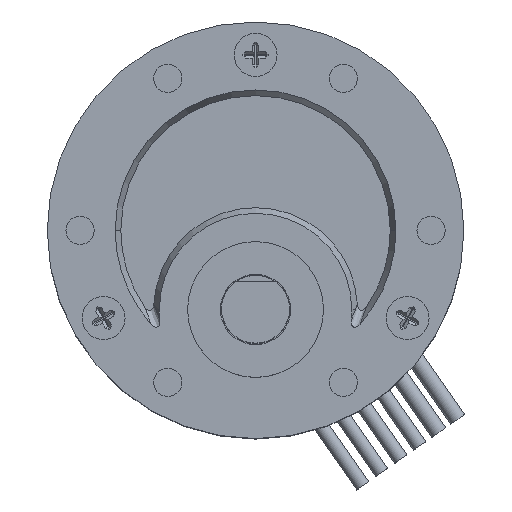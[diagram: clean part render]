
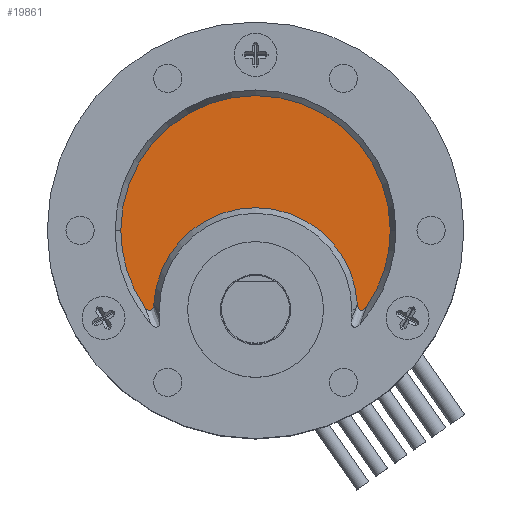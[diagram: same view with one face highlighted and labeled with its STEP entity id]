
A CAD part, top view. The second image highlights one B-rep face of the part: STEP entity #19861.
In plain terms, the highlighted planar face has unit normal (0, 0, 1).
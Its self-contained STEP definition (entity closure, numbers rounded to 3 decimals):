
#138 = CARTESIAN_POINT ( 'NONE',  ( 10.849, -6.877, 18.925 ) ) ;
#618 = CARTESIAN_POINT ( 'NONE',  ( 29.727, -6.748, 18.925 ) ) ;
#1052 = CARTESIAN_POINT ( 'NONE',  ( 29.371, -7.044, 18.925 ) ) ;
#1353 = VERTEX_POINT ( 'NONE', #17174 ) ;
#1506 = CARTESIAN_POINT ( 'NONE',  ( 10.334, -6.97, 18.925 ) ) ;
#1798 = CARTESIAN_POINT ( 'NONE',  ( 10.123, -6.748, 18.925 ) ) ;
#1871 = B_SPLINE_CURVE_WITH_KNOTS ( 'NONE', 3,
 ( #1798, #20277, #22378, #27029, #24337, #4215, #1506, #19830, #17563, #13363, #22528, #15303, #24479, #29433, #3921, #9000, #16045, #20716, #23119, #11701, #138, #25662, #20569, #27322, #18153, #29576, #4797 ),
 .UNSPECIFIED., .F., .F.,
 ( 4, 1, 1, 1, 2, 2, 1, 2, 2, 2, 2, 2, 1, 2, 2, 4 ),
 ( 0., 0.125, 0.187, 0.219, 0.234, 0.25, 0.375, 0.406, 0.437, 0.5, 0.625, 0.687, 0.719, 0.734, 0.75, 1. ),
 .UNSPECIFIED. ) ;
#1963 = B_SPLINE_CURVE_WITH_KNOTS ( 'NONE', 3,
 ( #12457, #7964, #25836, #23750, #21621, #14853, #18768, #19219, #16961, #5573, #14717, #23891, #27940, #7367, #3323, #1052, #28536, #21043, #16518, #25682, #14278, #23453, #28088, #12019, #21187, #618 ),
 .UNSPECIFIED., .F., .F.,
 ( 4, 1, 1, 1, 1, 2, 2, 2, 2, 2, 2, 1, 1, 2, 2, 4 ),
 ( 0., 0.125, 0.187, 0.219, 0.234, 0.242, 0.25, 0.375, 0.5, 0.625, 0.656, 0.688, 0.719, 0.734, 0.75, 1. ),
 .UNSPECIFIED. ) ;
#2162 = AXIS2_PLACEMENT_3D ( 'NONE', #14452, #12047, #21218 ) ;
#2853 = AXIS2_PLACEMENT_3D ( 'NONE', #5528, #14671, #12710 ) ;
#3098 = EDGE_CURVE ( 'NONE', #15192, #9054, #18551, .T. ) ;
#3323 = CARTESIAN_POINT ( 'NONE',  ( 29.301, -7.062, 18.925 ) ) ;
#3921 = CARTESIAN_POINT ( 'NONE',  ( 10.622, -7.056, 18.925 ) ) ;
#4215 = CARTESIAN_POINT ( 'NONE',  ( 10.324, -6.962, 18.925 ) ) ;
#4797 = CARTESIAN_POINT ( 'NONE',  ( 10.938, -6.518, 18.925 ) ) ;
#4920 = ORIENTED_EDGE ( 'NONE', *, *, #29020, .T. ) ;
#5528 = CARTESIAN_POINT ( 'NONE',  ( 19.925, -7., 18.925 ) ) ;
#5573 = CARTESIAN_POINT ( 'NONE',  ( 29.003, -6.889, 18.925 ) ) ;
#5964 = CIRCLE ( 'NONE', #11229, 11.9 ) ;
#6583 = EDGE_CURVE ( 'NONE', #7358, #1353, #8099, .T. ) ;
#6784 = EDGE_CURVE ( 'NONE', #9054, #14075, #15286, .T. ) ;
#7358 = VERTEX_POINT ( 'NONE', #29416 ) ;
#7367 = CARTESIAN_POINT ( 'NONE',  ( 29.249, -7.063, 18.925 ) ) ;
#7875 = CARTESIAN_POINT ( 'NONE',  ( 19.925, 0., 18.925 ) ) ;
#7964 = CARTESIAN_POINT ( 'NONE',  ( 28.915, -6.578, 18.925 ) ) ;
#8099 = CIRCLE ( 'NONE', #2853, 9. ) ;
#8196 = ORIENTED_EDGE ( 'NONE', *, *, #15458, .T. ) ;
#8843 = DIRECTION ( 'NONE',  ( 1., 0., 0. ) ) ;
#9000 = CARTESIAN_POINT ( 'NONE',  ( 10.698, -7.036, 18.925 ) ) ;
#9054 = VERTEX_POINT ( 'NONE', #16527 ) ;
#9117 = CARTESIAN_POINT ( 'NONE',  ( 10.123, -6.748, 18.925 ) ) ;
#9299 = EDGE_LOOP ( 'NONE', ( #19617, #24476, #24190, #15576, #4920, #8196 ) ) ;
#9639 = FACE_OUTER_BOUND ( 'NONE', #9299, .T. ) ;
#11229 = AXIS2_PLACEMENT_3D ( 'NONE', #21778, #19071, #28534 ) ;
#11701 = CARTESIAN_POINT ( 'NONE',  ( 10.839, -6.894, 18.925 ) ) ;
#12019 = CARTESIAN_POINT ( 'NONE',  ( 29.585, -6.924, 18.925 ) ) ;
#12047 = DIRECTION ( 'NONE',  ( 0., 0., 1. ) ) ;
#12084 = VERTEX_POINT ( 'NONE', #9117 ) ;
#12457 = CARTESIAN_POINT ( 'NONE',  ( 28.912, -6.518, 18.925 ) ) ;
#12710 = DIRECTION ( 'NONE',  ( 1., 0., 0. ) ) ;
#12808 = AXIS2_PLACEMENT_3D ( 'NONE', #27608, #13200, #8843 ) ;
#13200 = DIRECTION ( 'NONE',  ( 0., 0., 1. ) ) ;
#13363 = CARTESIAN_POINT ( 'NONE',  ( 10.455, -7.04, 18.925 ) ) ;
#14075 = VERTEX_POINT ( 'NONE', #15182 ) ;
#14278 = CARTESIAN_POINT ( 'NONE',  ( 29.48, -6.994, 18.925 ) ) ;
#14452 = CARTESIAN_POINT ( 'NONE',  ( 19.925, 0., 18.925 ) ) ;
#14671 = DIRECTION ( 'NONE',  ( 0., 0., -1. ) ) ;
#14717 = CARTESIAN_POINT ( 'NONE',  ( 29.035, -6.937, 18.925 ) ) ;
#14804 = AXIS2_PLACEMENT_3D ( 'NONE', #7875, #26193, #18844 ) ;
#14853 = CARTESIAN_POINT ( 'NONE',  ( 28.97, -6.809, 18.925 ) ) ;
#15182 = CARTESIAN_POINT ( 'NONE',  ( 8.025, 0., 18.925 ) ) ;
#15192 = VERTEX_POINT ( 'NONE', #16374 ) ;
#15286 = CIRCLE ( 'NONE', #14804, 11.9 ) ;
#15303 = CARTESIAN_POINT ( 'NONE',  ( 10.541, -7.057, 18.925 ) ) ;
#15458 = EDGE_CURVE ( 'NONE', #12084, #7358, #1871, .T. ) ;
#15576 = ORIENTED_EDGE ( 'NONE', *, *, #6784, .T. ) ;
#16045 = CARTESIAN_POINT ( 'NONE',  ( 10.743, -7.009, 18.925 ) ) ;
#16374 = CARTESIAN_POINT ( 'NONE',  ( 29.727, -6.748, 18.925 ) ) ;
#16518 = CARTESIAN_POINT ( 'NONE',  ( 29.432, -7.02, 18.925 ) ) ;
#16527 = CARTESIAN_POINT ( 'NONE',  ( 31.825, 0., 18.925 ) ) ;
#16961 = CARTESIAN_POINT ( 'NONE',  ( 28.976, -6.825, 18.925 ) ) ;
#17174 = CARTESIAN_POINT ( 'NONE',  ( 28.912, -6.518, 18.925 ) ) ;
#17563 = CARTESIAN_POINT ( 'NONE',  ( 10.394, -7.011, 18.925 ) ) ;
#18153 = CARTESIAN_POINT ( 'NONE',  ( 10.909, -6.745, 18.925 ) ) ;
#18551 = CIRCLE ( 'NONE', #12808, 11.9 ) ;
#18768 = CARTESIAN_POINT ( 'NONE',  ( 28.973, -6.818, 18.925 ) ) ;
#18844 = DIRECTION ( 'NONE',  ( 1., 0., 0. ) ) ;
#19071 = DIRECTION ( 'NONE',  ( 0., 0., 1. ) ) ;
#19219 = CARTESIAN_POINT ( 'NONE',  ( 28.975, -6.823, 18.925 ) ) ;
#19617 = ORIENTED_EDGE ( 'NONE', *, *, #6583, .T. ) ;
#19830 = CARTESIAN_POINT ( 'NONE',  ( 10.337, -6.972, 18.925 ) ) ;
#19861 = ADVANCED_FACE ( 'NONE', ( #9639 ), #25864, .T. ) ;
#20277 = CARTESIAN_POINT ( 'NONE',  ( 10.157, -6.797, 18.925 ) ) ;
#20569 = CARTESIAN_POINT ( 'NONE',  ( 10.865, -6.845, 18.925 ) ) ;
#20716 = CARTESIAN_POINT ( 'NONE',  ( 10.803, -6.947, 18.925 ) ) ;
#21043 = CARTESIAN_POINT ( 'NONE',  ( 29.408, -7.031, 18.925 ) ) ;
#21187 = CARTESIAN_POINT ( 'NONE',  ( 29.659, -6.847, 18.925 ) ) ;
#21218 = DIRECTION ( 'NONE',  ( 1., 0., 0. ) ) ;
#21331 = EDGE_CURVE ( 'NONE', #1353, #15192, #1963, .T. ) ;
#21621 = CARTESIAN_POINT ( 'NONE',  ( 28.962, -6.79, 18.925 ) ) ;
#21778 = CARTESIAN_POINT ( 'NONE',  ( 19.925, 0., 18.925 ) ) ;
#22378 = CARTESIAN_POINT ( 'NONE',  ( 10.21, -6.862, 18.925 ) ) ;
#22528 = CARTESIAN_POINT ( 'NONE',  ( 10.517, -7.053, 18.925 ) ) ;
#23119 = CARTESIAN_POINT ( 'NONE',  ( 10.818, -6.927, 18.925 ) ) ;
#23453 = CARTESIAN_POINT ( 'NONE',  ( 29.492, -6.986, 18.925 ) ) ;
#23750 = CARTESIAN_POINT ( 'NONE',  ( 28.948, -6.749, 18.925 ) ) ;
#23891 = CARTESIAN_POINT ( 'NONE',  ( 29.109, -7.01, 18.925 ) ) ;
#24190 = ORIENTED_EDGE ( 'NONE', *, *, #3098, .T. ) ;
#24337 = CARTESIAN_POINT ( 'NONE',  ( 10.309, -6.951, 18.925 ) ) ;
#24476 = ORIENTED_EDGE ( 'NONE', *, *, #21331, .T. ) ;
#24479 = CARTESIAN_POINT ( 'NONE',  ( 10.555, -7.058, 18.925 ) ) ;
#25662 = CARTESIAN_POINT ( 'NONE',  ( 10.859, -6.858, 18.925 ) ) ;
#25682 = CARTESIAN_POINT ( 'NONE',  ( 29.462, -7.005, 18.925 ) ) ;
#25836 = CARTESIAN_POINT ( 'NONE',  ( 28.926, -6.662, 18.925 ) ) ;
#25864 = PLANE ( 'NONE',  #2162 ) ;
#26193 = DIRECTION ( 'NONE',  ( 0., 0., 1. ) ) ;
#27029 = CARTESIAN_POINT ( 'NONE',  ( 10.275, -6.924, 18.925 ) ) ;
#27322 = CARTESIAN_POINT ( 'NONE',  ( 10.869, -6.837, 18.925 ) ) ;
#27608 = CARTESIAN_POINT ( 'NONE',  ( 19.925, 0., 18.925 ) ) ;
#27940 = CARTESIAN_POINT ( 'NONE',  ( 29.15, -7.035, 18.925 ) ) ;
#28088 = CARTESIAN_POINT ( 'NONE',  ( 29.499, -6.981, 18.925 ) ) ;
#28534 = DIRECTION ( 'NONE',  ( 1., 0., 0. ) ) ;
#28536 = CARTESIAN_POINT ( 'NONE',  ( 29.385, -7.039, 18.925 ) ) ;
#29020 = EDGE_CURVE ( 'NONE', #14075, #12084, #5964, .T. ) ;
#29416 = CARTESIAN_POINT ( 'NONE',  ( 10.938, -6.518, 18.925 ) ) ;
#29433 = CARTESIAN_POINT ( 'NONE',  ( 10.596, -7.059, 18.925 ) ) ;
#29576 = CARTESIAN_POINT ( 'NONE',  ( 10.931, -6.64, 18.925 ) ) ;
